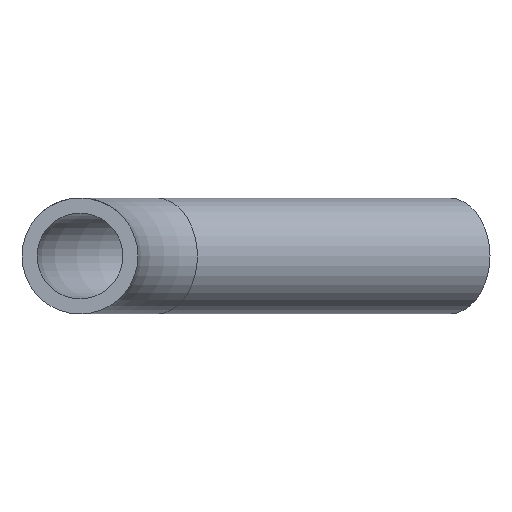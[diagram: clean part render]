
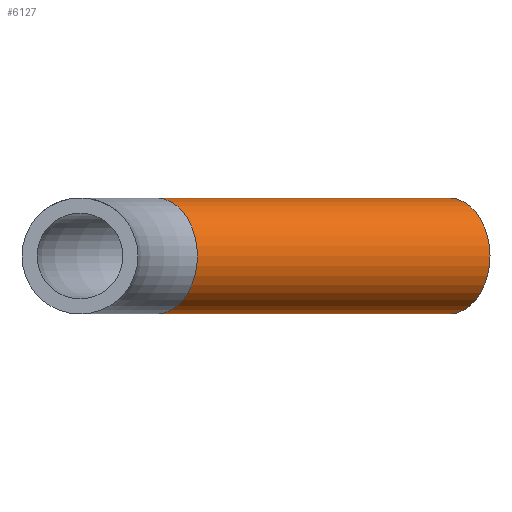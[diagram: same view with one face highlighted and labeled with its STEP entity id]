
A CAD part, front view. The second image highlights one B-rep face of the part: STEP entity #6127.
In plain terms, the highlighted cylindrical face has radius 6.35 mm (diameter 12.7 mm), a full revolution.
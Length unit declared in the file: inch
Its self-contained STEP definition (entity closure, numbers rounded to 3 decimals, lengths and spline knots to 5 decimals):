
#75=FACE_BOUND('',#1434,.T.);
#1058=FACE_OUTER_BOUND('',#1433,.T.);
#1433=EDGE_LOOP('',(#5723));
#1434=EDGE_LOOP('',(#5724));
#1569=CIRCLE('',#6450,0.25);
#1570=CIRCLE('',#6451,0.25);
#3005=VERTEX_POINT('',#13646);
#3006=VERTEX_POINT('',#13648);
#3913=EDGE_CURVE('',#3005,#3005,#1569,.T.);
#3914=EDGE_CURVE('',#3006,#3006,#1570,.T.);
#5723=ORIENTED_EDGE('',*,*,#3913,.F.);
#5724=ORIENTED_EDGE('',*,*,#3914,.T.);
#5766=CYLINDRICAL_SURFACE('',#6449,0.25);
#6127=ADVANCED_FACE('',(#1058,#75),#5766,.T.);
#6449=AXIS2_PLACEMENT_3D('',#13645,#7501,#7502);
#6450=AXIS2_PLACEMENT_3D('',#13647,#7503,#7504);
#6451=AXIS2_PLACEMENT_3D('',#13649,#7505,#7506);
#7501=DIRECTION('center_axis',(0.707,0.707,0.));
#7502=DIRECTION('ref_axis',(0.707,-0.707,0.));
#7503=DIRECTION('center_axis',(0.707,0.707,0.));
#7504=DIRECTION('ref_axis',(0.707,-0.707,0.));
#7505=DIRECTION('center_axis',(0.707,0.707,0.));
#7506=DIRECTION('ref_axis',(0.707,-0.707,0.));
#13645=CARTESIAN_POINT('Origin',(0.3295,0.7955,0.));
#13646=CARTESIAN_POINT('',(1.41419,2.23374,0.));
#13647=CARTESIAN_POINT('Origin',(1.59097,2.05696,0.));
#13648=CARTESIAN_POINT('',(0.3295,0.7955,0.25));
#13649=CARTESIAN_POINT('Origin',(0.3295,0.7955,0.));
